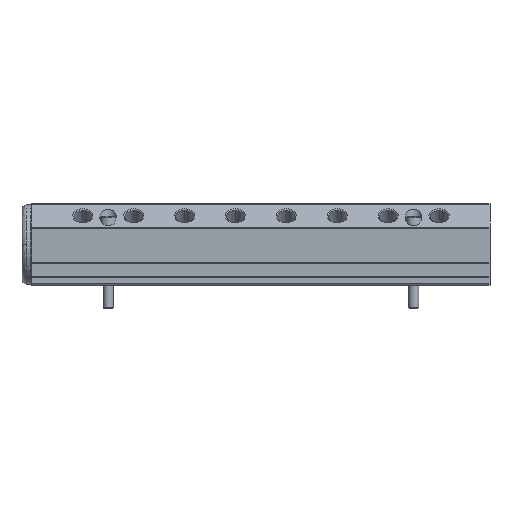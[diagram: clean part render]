
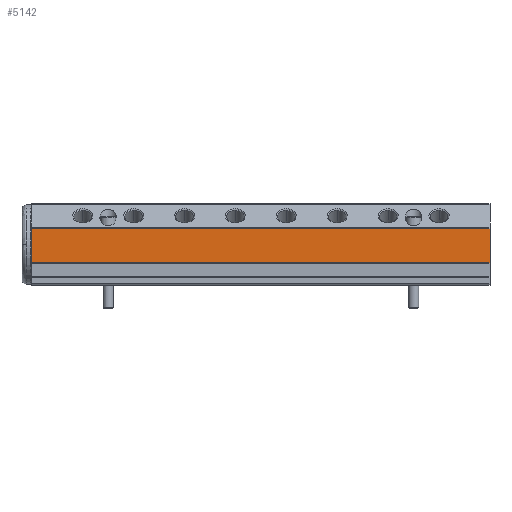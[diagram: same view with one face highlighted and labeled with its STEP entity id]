
A CAD part, front view. The second image highlights one B-rep face of the part: STEP entity #5142.
In plain terms, the highlighted planar face has unit normal (0, -1, 0).
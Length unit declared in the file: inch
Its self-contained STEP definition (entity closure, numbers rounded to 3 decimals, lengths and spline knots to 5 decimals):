
#215 = VECTOR ( 'NONE', #1679, 39.37008 ) ;
#330 = EDGE_CURVE ( 'NONE', #1695, #2439, #3096, .T. ) ;
#358 = CARTESIAN_POINT ( 'NONE',  ( -3.125, -0.99983, -0.43992 ) ) ;
#397 = LINE ( 'NONE', #2363, #7511 ) ;
#556 = EDGE_CURVE ( 'NONE', #8350, #2439, #7603, .T. ) ;
#720 = AXIS2_PLACEMENT_3D ( 'NONE', #3007, #3687, #902 ) ;
#775 = ORIENTED_EDGE ( 'NONE', *, *, #556, .F. ) ;
#902 = DIRECTION ( 'NONE',  ( 0., 0., -1. ) ) ;
#933 = VECTOR ( 'NONE', #5440, 39.37008 ) ;
#1225 = LINE ( 'NONE', #5998, #7371 ) ;
#1638 = FACE_OUTER_BOUND ( 'NONE', #8877, .T. ) ;
#1679 = DIRECTION ( 'NONE',  ( 1., 0., 0. ) ) ;
#1695 = VERTEX_POINT ( 'NONE', #1815 ) ;
#1815 = CARTESIAN_POINT ( 'NONE',  ( -11.25, -0.99983, -0.43992 ) ) ;
#1936 = CARTESIAN_POINT ( 'NONE',  ( 0., -0.99983, -0.43992 ) ) ;
#2363 = CARTESIAN_POINT ( 'NONE',  ( -11.25, -0.99983, -0.44992 ) ) ;
#2439 = VERTEX_POINT ( 'NONE', #1936 ) ;
#2948 = VERTEX_POINT ( 'NONE', #6290 ) ;
#3007 = CARTESIAN_POINT ( 'NONE',  ( -3.125, -0.99983, 0.39343 ) ) ;
#3096 = LINE ( 'NONE', #358, #215 ) ;
#3687 = DIRECTION ( 'NONE',  ( 0., -1., 0. ) ) ;
#4134 = EDGE_CURVE ( 'NONE', #8350, #2948, #1225, .T. ) ;
#4198 = EDGE_CURVE ( 'NONE', #1695, #2948, #397, .T. ) ;
#5142 = ADVANCED_FACE ( 'NONE', ( #1638 ), #7031, .T. ) ;
#5440 = DIRECTION ( 'NONE',  ( 0., 0., -1. ) ) ;
#5686 = CARTESIAN_POINT ( 'NONE',  ( 0., -0.99983, 0.39343 ) ) ;
#5801 = ORIENTED_EDGE ( 'NONE', *, *, #4134, .T. ) ;
#5938 = DIRECTION ( 'NONE',  ( 0., 0., 1. ) ) ;
#5947 = CARTESIAN_POINT ( 'NONE',  ( 0., -0.99983, -0.40147 ) ) ;
#5998 = CARTESIAN_POINT ( 'NONE',  ( -3.125, -0.99983, 0.39343 ) ) ;
#6290 = CARTESIAN_POINT ( 'NONE',  ( -11.25, -0.99983, 0.39343 ) ) ;
#6727 = ORIENTED_EDGE ( 'NONE', *, *, #4198, .F. ) ;
#7031 = PLANE ( 'NONE',  #720 ) ;
#7371 = VECTOR ( 'NONE', #7485, 39.37008 ) ;
#7485 = DIRECTION ( 'NONE',  ( -1., 0., 0. ) ) ;
#7511 = VECTOR ( 'NONE', #5938, 39.37008 ) ;
#7553 = ORIENTED_EDGE ( 'NONE', *, *, #330, .T. ) ;
#7603 = LINE ( 'NONE', #5947, #933 ) ;
#8350 = VERTEX_POINT ( 'NONE', #5686 ) ;
#8877 = EDGE_LOOP ( 'NONE', ( #6727, #7553, #775, #5801 ) ) ;
